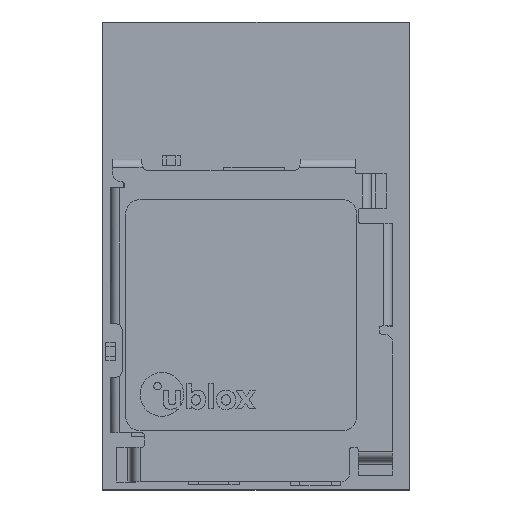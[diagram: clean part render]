
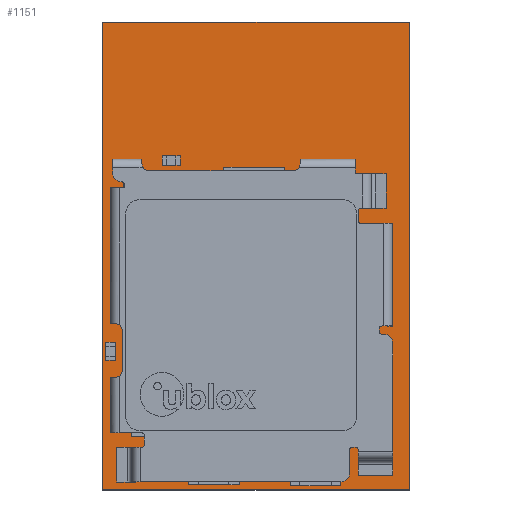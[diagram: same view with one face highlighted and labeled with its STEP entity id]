
A CAD part, top view. The second image highlights one B-rep face of the part: STEP entity #1151.
In plain terms, the highlighted planar face has unit normal (0, 0, 1).
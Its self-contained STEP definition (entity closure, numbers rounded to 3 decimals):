
#746 = DIRECTION ( 'NONE',  ( -1., 0., 0. ) ) ;
#781 = VERTEX_POINT ( 'NONE', #6189 ) ;
#1151 = ADVANCED_FACE ( 'NONE', ( #6892 ), #7520, .F. ) ;
#1756 = DIRECTION ( 'NONE',  ( 0., 1., 0. ) ) ;
#2209 = DIRECTION ( 'NONE',  ( 1., 0., 0. ) ) ;
#3115 = VERTEX_POINT ( 'NONE', #26852 ) ;
#3773 = VERTEX_POINT ( 'NONE', #27140 ) ;
#5466 = LINE ( 'NONE', #6469, #16260 ) ;
#5841 = AXIS2_PLACEMENT_3D ( 'NONE', #21350, #28241, #746 ) ;
#6189 = CARTESIAN_POINT ( 'NONE',  ( 0., 16.2, 0.64 ) ) ;
#6258 = ORIENTED_EDGE ( 'NONE', *, *, #28435, .T. ) ;
#6469 = CARTESIAN_POINT ( 'NONE',  ( 10.6, 0., 0.64 ) ) ;
#6892 = FACE_OUTER_BOUND ( 'NONE', #26600, .T. ) ;
#7091 = ORIENTED_EDGE ( 'NONE', *, *, #28877, .T. ) ;
#7520 = PLANE ( 'NONE',  #5841 ) ;
#7950 = CARTESIAN_POINT ( 'NONE',  ( 10.6, 0., 0.64 ) ) ;
#9764 = LINE ( 'NONE', #23672, #28171 ) ;
#13779 = VERTEX_POINT ( 'NONE', #7950 ) ;
#14452 = EDGE_CURVE ( 'NONE', #781, #3115, #17560, .T. ) ;
#15590 = CARTESIAN_POINT ( 'NONE',  ( 0., 0., 0.64 ) ) ;
#16260 = VECTOR ( 'NONE', #29246, 1000. ) ;
#17560 = LINE ( 'NONE', #27662, #23019 ) ;
#19043 = EDGE_CURVE ( 'NONE', #3773, #781, #24824, .T. ) ;
#19726 = VECTOR ( 'NONE', #1756, 1000. ) ;
#21344 = DIRECTION ( 'NONE',  ( 1., 0., 0. ) ) ;
#21350 = CARTESIAN_POINT ( 'NONE',  ( 0., 0., 0.64 ) ) ;
#23019 = VECTOR ( 'NONE', #2209, 1000. ) ;
#23424 = ORIENTED_EDGE ( 'NONE', *, *, #19043, .F. ) ;
#23672 = CARTESIAN_POINT ( 'NONE',  ( 0., 0., 0.64 ) ) ;
#24824 = LINE ( 'NONE', #15590, #19726 ) ;
#25169 = ORIENTED_EDGE ( 'NONE', *, *, #14452, .F. ) ;
#26600 = EDGE_LOOP ( 'NONE', ( #23424, #7091, #6258, #25169 ) ) ;
#26852 = CARTESIAN_POINT ( 'NONE',  ( 10.6, 16.2, 0.64 ) ) ;
#27140 = CARTESIAN_POINT ( 'NONE',  ( 0., 0., 0.64 ) ) ;
#27662 = CARTESIAN_POINT ( 'NONE',  ( 0., 16.2, 0.64 ) ) ;
#28171 = VECTOR ( 'NONE', #21344, 1000. ) ;
#28241 = DIRECTION ( 'NONE',  ( 0., 0., -1. ) ) ;
#28435 = EDGE_CURVE ( 'NONE', #13779, #3115, #5466, .T. ) ;
#28877 = EDGE_CURVE ( 'NONE', #3773, #13779, #9764, .T. ) ;
#29246 = DIRECTION ( 'NONE',  ( 0., 1., 0. ) ) ;
